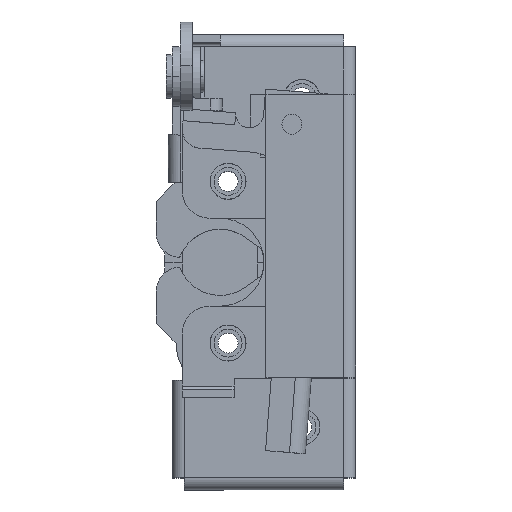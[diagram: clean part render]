
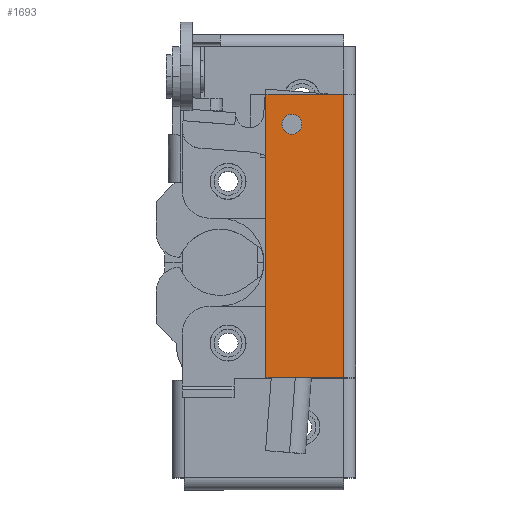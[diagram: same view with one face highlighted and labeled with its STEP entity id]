
A CAD part, top view. The second image highlights one B-rep face of the part: STEP entity #1693.
In plain terms, the highlighted face is planar.
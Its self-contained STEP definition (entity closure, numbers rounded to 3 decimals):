
#1530 = VERTEX_POINT ( 'NONE', #6887 ) ;
#1532 = EDGE_CURVE ( 'NONE', #1530, #1584, #6886, .T. ) ;
#1584 = VERTEX_POINT ( 'NONE', #6983 ) ;
#1679 = ORIENTED_EDGE ( 'NONE', *, *, #1680, .F. ) ;
#1680 = EDGE_CURVE ( 'NONE', #1584, #1530, #7122, .T. ) ;
#1681 = ORIENTED_EDGE ( 'NONE', *, *, #1532, .F. ) ;
#1693 = ADVANCED_FACE ( 'NONE', ( #7167, #7166 ), #7165, .F. ) ;
#1694 = EDGE_LOOP ( 'NONE', ( #1695, #1699, #1702, #1705 ) ) ;
#1695 = ORIENTED_EDGE ( 'NONE', *, *, #1696, .T. ) ;
#1696 = EDGE_CURVE ( 'NONE', #1697, #1698, #7160, .T. ) ;
#1697 = VERTEX_POINT ( 'NONE', #7156 ) ;
#1698 = VERTEX_POINT ( 'NONE', #7155 ) ;
#1699 = ORIENTED_EDGE ( 'NONE', *, *, #1700, .T. ) ;
#1700 = EDGE_CURVE ( 'NONE', #1698, #1701, #7154, .T. ) ;
#1701 = VERTEX_POINT ( 'NONE', #7214 ) ;
#1702 = ORIENTED_EDGE ( 'NONE', *, *, #1703, .F. ) ;
#1703 = EDGE_CURVE ( 'NONE', #1704, #1701, #7213, .T. ) ;
#1704 = VERTEX_POINT ( 'NONE', #7209 ) ;
#1705 = ORIENTED_EDGE ( 'NONE', *, *, #1706, .F. ) ;
#1706 = EDGE_CURVE ( 'NONE', #1697, #1704, #7208, .T. ) ;
#1707 = EDGE_LOOP ( 'NONE', ( #1679, #1681 ) ) ;
#6882 = DIRECTION ( 'NONE',  ( 1., 0., 0. ) ) ;
#6883 = DIRECTION ( 'NONE',  ( 0., 0., -1. ) ) ;
#6884 = CARTESIAN_POINT ( 'NONE',  ( 18., -34.5, -35. ) ) ;
#6885 = AXIS2_PLACEMENT_3D ( 'NONE', #6884, #6883, #6882 ) ;
#6886 = CIRCLE ( 'NONE', #6885, 2.5 ) ;
#6887 = CARTESIAN_POINT ( 'NONE',  ( 15.5, -34.5, -35. ) ) ;
#6983 = CARTESIAN_POINT ( 'NONE',  ( 20.5, -34.5, -35. ) ) ;
#7118 = DIRECTION ( 'NONE',  ( 1., 0., 0. ) ) ;
#7119 = DIRECTION ( 'NONE',  ( 0., 0., -1. ) ) ;
#7120 = CARTESIAN_POINT ( 'NONE',  ( 18., -34.5, -35. ) ) ;
#7121 = AXIS2_PLACEMENT_3D ( 'NONE', #7120, #7119, #7118 ) ;
#7122 = CIRCLE ( 'NONE', #7121, 2.5 ) ;
#7151 = DIRECTION ( 'NONE',  ( -1., 0., 0. ) ) ;
#7152 = VECTOR ( 'NONE', #7151, 1000. ) ;
#7153 = CARTESIAN_POINT ( 'NONE',  ( 11.5, -42., -35. ) ) ;
#7154 = LINE ( 'NONE', #7153, #7152 ) ;
#7155 = CARTESIAN_POINT ( 'NONE',  ( 31., -42., -35. ) ) ;
#7156 = CARTESIAN_POINT ( 'NONE',  ( 31., 29., -35. ) ) ;
#7157 = DIRECTION ( 'NONE',  ( 0., -1., 0. ) ) ;
#7158 = VECTOR ( 'NONE', #7157, 1000. ) ;
#7159 = CARTESIAN_POINT ( 'NONE',  ( 31., 29., -35. ) ) ;
#7160 = LINE ( 'NONE', #7159, #7158 ) ;
#7161 = DIRECTION ( 'NONE',  ( 1., 0., 0. ) ) ;
#7162 = DIRECTION ( 'NONE',  ( 0., 0., 1. ) ) ;
#7163 = CARTESIAN_POINT ( 'NONE',  ( 11.5, 29., -35. ) ) ;
#7164 = AXIS2_PLACEMENT_3D ( 'NONE', #7163, #7162, #7161 ) ;
#7165 = PLANE ( 'NONE',  #7164 ) ;
#7166 = FACE_BOUND ( 'NONE', #1707, .T. ) ;
#7167 = FACE_OUTER_BOUND ( 'NONE', #1694, .T. ) ;
#7205 = DIRECTION ( 'NONE',  ( -1., 0., 0. ) ) ;
#7206 = VECTOR ( 'NONE', #7205, 1000. ) ;
#7207 = CARTESIAN_POINT ( 'NONE',  ( 11.5, 29., -35. ) ) ;
#7208 = LINE ( 'NONE', #7207, #7206 ) ;
#7209 = CARTESIAN_POINT ( 'NONE',  ( 11.5, 29., -35. ) ) ;
#7210 = DIRECTION ( 'NONE',  ( 0., -1., 0. ) ) ;
#7211 = VECTOR ( 'NONE', #7210, 1000. ) ;
#7212 = CARTESIAN_POINT ( 'NONE',  ( 11.5, 29., -35. ) ) ;
#7213 = LINE ( 'NONE', #7212, #7211 ) ;
#7214 = CARTESIAN_POINT ( 'NONE',  ( 11.5, -42., -35. ) ) ;
